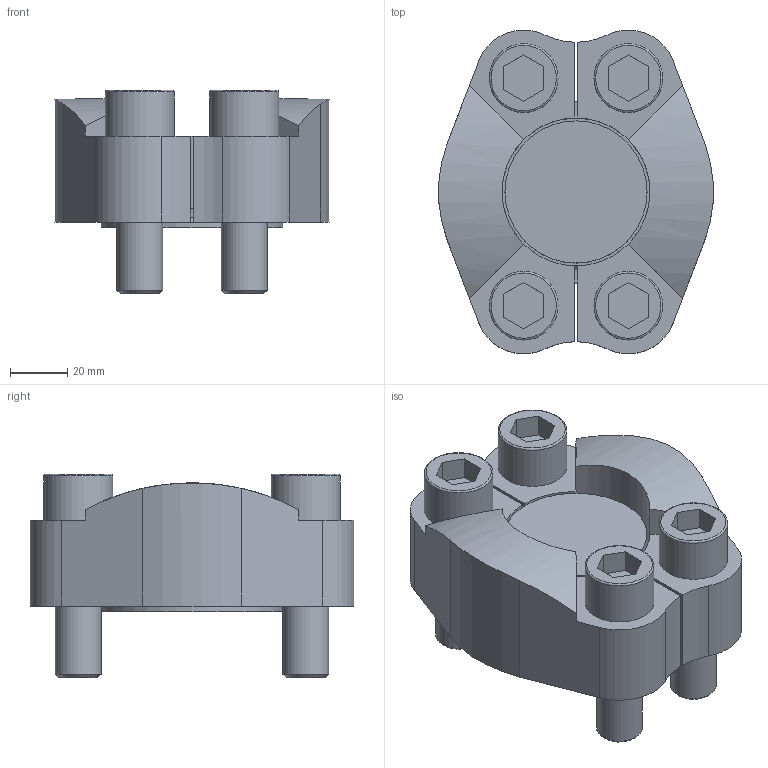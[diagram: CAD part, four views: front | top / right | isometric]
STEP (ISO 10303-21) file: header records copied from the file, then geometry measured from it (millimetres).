
FILE_DESCRIPTION(/* description */ ('STEP AP203'),/* implementation_level */ '2;1');
FILE_NAME(/* name */ 'SAE Blind Flange AFAB 38-6-01',/* time_stamp */ '2023-07-21T09:06:34+02:00',/* author */ ('License CC BY-ND 4.0'),/* organization */ ('CADENAS'),/* preprocessor_version */ 'ST-DEVELOPER v19.3',/* originating_system */ 'PARTsolutions',/* authorisation */ ' ');
FILE_SCHEMA (('CONFIG_CONTROL_DESIGN'));
Length unit declared in the file: millimetre
Products named in the file (1): SAE Blindflansch AFAB 38-6-01
Bounding box: 95.76 x 112.97 x 71 mm (x, y, z)
Volume: 335631.2 mm3; surface area: 67930.4 mm2
Topology: 1 solids, 2 shells, 112 faces, 261 edges, 167 vertices
Faces by surface type: plane 66, cylinder 35, torus 7, cone 4
Full cylindrical faces by diameter (mm): 16 x4, 17 x4, 24 x4, 47.22 x2, 49.6 x1, 54.28 x1, 63.5 x1
Entity records: 3088 total; most frequent: CARTESIAN_POINT 559, DIRECTION 536, ORIENTED_EDGE 458, EDGE_CURVE 229, AXIS2_PLACEMENT_3D 202, VERTEX_POINT 163, EDGE_LOOP 160, FACE_BOUND 160
